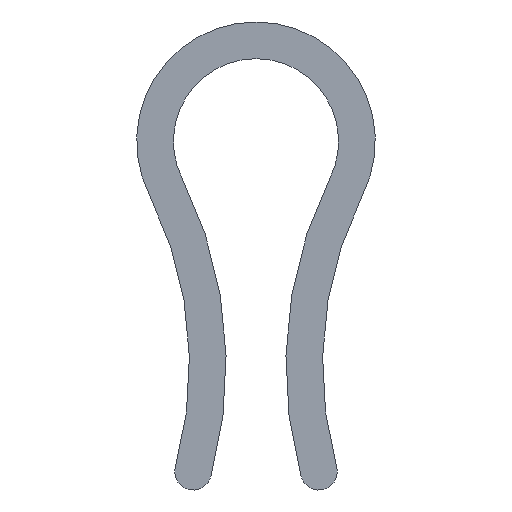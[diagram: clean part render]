
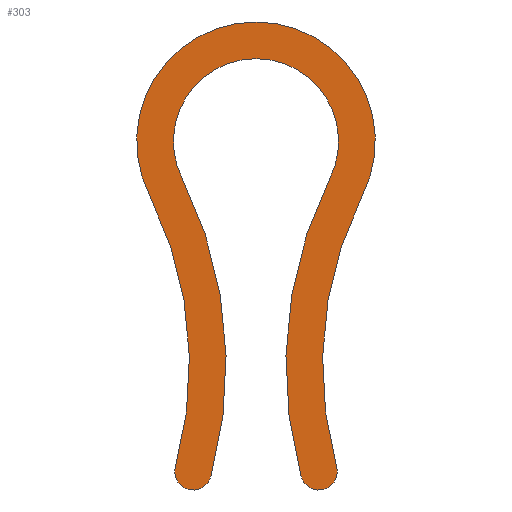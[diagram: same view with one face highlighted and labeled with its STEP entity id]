
A CAD part, front view. The second image highlights one B-rep face of the part: STEP entity #303.
In plain terms, the highlighted planar face has unit normal (0, -1, 0).
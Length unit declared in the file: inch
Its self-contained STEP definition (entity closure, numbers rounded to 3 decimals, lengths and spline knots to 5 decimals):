
#24=CARTESIAN_POINT('',(0.11625,-3.139,0.08081));
#25=VERTEX_POINT('',#24);
#26=CARTESIAN_POINT('',(0.08776,-3.139,-0.21561));
#27=VERTEX_POINT('',#26);
#28=CARTESIAN_POINT('',(0.48602,-3.139,-0.10431));
#29=DIRECTION('',(0.,-1.,0.));
#30=DIRECTION('',(1.,0.,0.));
#31=AXIS2_PLACEMENT_3D('',#28,#29,#30);
#32=CIRCLE('',#31,0.41352);
#33=EDGE_CURVE('',#25,#27,#32,.T.);
#66=CARTESIAN_POINT('',(0.04924,-3.139,-0.22638));
#67=VERTEX_POINT('',#66);
#68=CARTESIAN_POINT('',(0.0685,-3.139,-0.221));
#69=DIRECTION('',(0.,1.,0.));
#70=DIRECTION('',(1.,0.,0.));
#71=AXIS2_PLACEMENT_3D('',#68,#69,#70);
#72=CIRCLE('',#71,0.02);
#73=EDGE_CURVE('',#27,#67,#72,.T.);
#99=CARTESIAN_POINT('',(0.08048,-3.139,0.09871));
#100=VERTEX_POINT('',#99);
#101=CARTESIAN_POINT('',(0.48602,-3.139,-0.10431));
#102=DIRECTION('',(0.,1.,0.));
#103=DIRECTION('',(1.,0.,0.));
#104=AXIS2_PLACEMENT_3D('',#101,#102,#103);
#105=CIRCLE('',#104,0.45352);
#106=EDGE_CURVE('',#67,#100,#105,.T.);
#132=CARTESIAN_POINT('',(-0.08048,-3.139,0.09871));
#133=VERTEX_POINT('',#132);
#134=CARTESIAN_POINT('',(0.,-3.139,0.139));
#135=DIRECTION('',(0.,-1.,0.));
#136=DIRECTION('',(1.,0.,0.));
#137=AXIS2_PLACEMENT_3D('',#134,#135,#136);
#138=CIRCLE('',#137,0.09);
#139=EDGE_CURVE('',#100,#133,#138,.T.);
#165=CARTESIAN_POINT('',(-0.04924,-3.139,-0.22638));
#166=VERTEX_POINT('',#165);
#167=CARTESIAN_POINT('',(-0.48602,-3.139,-0.10431));
#168=DIRECTION('',(0.,1.,0.));
#169=DIRECTION('',(1.,0.,0.));
#170=AXIS2_PLACEMENT_3D('',#167,#168,#169);
#171=CIRCLE('',#170,0.45352);
#172=EDGE_CURVE('',#133,#166,#171,.T.);
#198=CARTESIAN_POINT('',(-0.08776,-3.139,-0.21561));
#199=VERTEX_POINT('',#198);
#200=CARTESIAN_POINT('',(-0.0685,-3.139,-0.221));
#201=DIRECTION('',(0.,1.,0.));
#202=DIRECTION('',(1.,0.,0.));
#203=AXIS2_PLACEMENT_3D('',#200,#201,#202);
#204=CIRCLE('',#203,0.02);
#205=EDGE_CURVE('',#166,#199,#204,.T.);
#231=CARTESIAN_POINT('',(-0.11625,-3.139,0.08081));
#232=VERTEX_POINT('',#231);
#233=CARTESIAN_POINT('',(-0.48602,-3.139,-0.10431));
#234=DIRECTION('',(0.,-1.,0.));
#235=DIRECTION('',(1.,0.,0.));
#236=AXIS2_PLACEMENT_3D('',#233,#234,#235);
#237=CIRCLE('',#236,0.41352);
#238=EDGE_CURVE('',#199,#232,#237,.T.);
#264=CARTESIAN_POINT('',(0.,-3.139,0.139));
#265=DIRECTION('',(0.,1.,0.));
#266=DIRECTION('',(1.,0.,0.));
#267=AXIS2_PLACEMENT_3D('',#264,#265,#266);
#268=CIRCLE('',#267,0.13);
#269=EDGE_CURVE('',#232,#25,#268,.T.);
#288=ORIENTED_EDGE('',*,*,#33,.F.);
#289=ORIENTED_EDGE('',*,*,#269,.F.);
#290=ORIENTED_EDGE('',*,*,#238,.F.);
#291=ORIENTED_EDGE('',*,*,#205,.F.);
#292=ORIENTED_EDGE('',*,*,#172,.F.);
#293=ORIENTED_EDGE('',*,*,#139,.F.);
#294=ORIENTED_EDGE('',*,*,#106,.F.);
#295=ORIENTED_EDGE('',*,*,#73,.F.);
#296=EDGE_LOOP('',(#288,#289,#290,#291,#292,#293,#294,#295));
#297=FACE_OUTER_BOUND('',#296,.T.);
#298=CARTESIAN_POINT('',(-0.12864,-3.139,0.12022));
#299=DIRECTION('',(0.,-1.,0.));
#300=DIRECTION('',(1.,0.,0.));
#301=AXIS2_PLACEMENT_3D('',#298,#299,#300);
#302=PLANE('',#301);
#303=ADVANCED_FACE('',(#297),#302,.T.);
